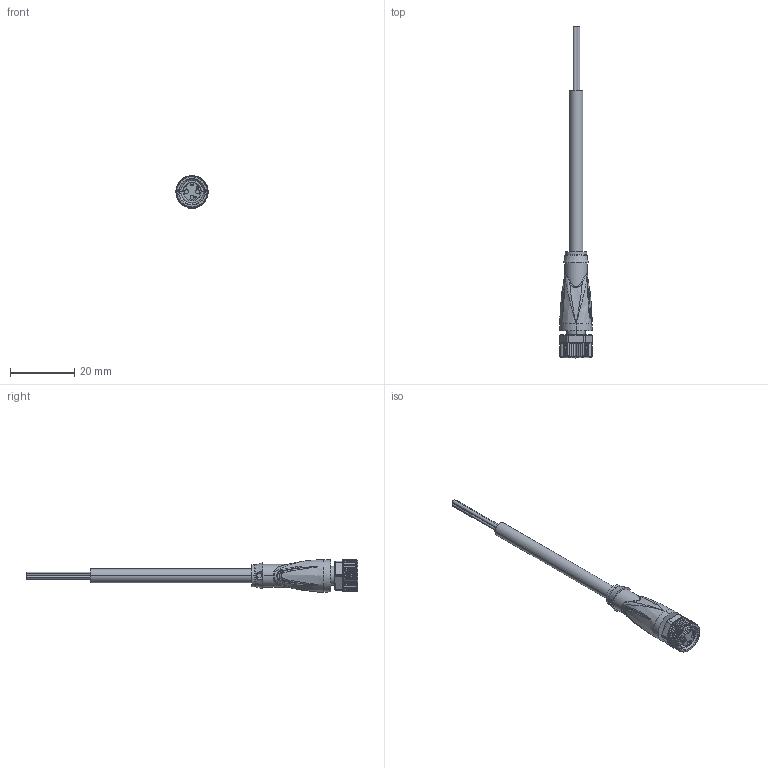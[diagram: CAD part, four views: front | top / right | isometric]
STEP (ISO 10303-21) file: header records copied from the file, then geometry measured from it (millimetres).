
FILE_DESCRIPTION(('STEP AP214'),'1');
FILE_NAME('cctmp_1CBBC887-D9F8-413D-AA68-0B31549BE76A_2022_04_27_10_52_24_0196..stp','2022-04-27T08:52:28',('KiM GmbH'),('CADClick - www.CADClick.com'),'Spatial InterOp 3D postprocessed',' ','unknown authorization');
FILE_SCHEMA(('AUTOMOTIVE_DESIGN'));
Length unit declared in the file: millimetre
Products named in the file (8): T191384_1; Connection2; Cable; Connection1; Connection1_3; Connection1_2; Connection1_1; T191384
Assembly tree (7 placements, depth 4):
  T191384
    T191384_1
      Connection2
      Cable
      Connection1
        Connection1_3
        Connection1_2
        Connection1_1
Bounding box: 10 x 103 x 10.15 mm (x, y, z)
Volume: 2836.3 mm3; surface area: 3018.2 mm2
Topology: 9 solids, 11 shells, 877 faces, 2264 edges, 1429 vertices
Faces by surface type: plane 400, cylinder 133, torus 132, bspline 124, cone 72, extrusion 12, sphere 4
Entity records: 79180 total; most frequent: CARTESIAN_POINT 51735, ORIENTED_EDGE 4512, DIRECTION 3842, EDGE_CURVE 2260, STYLED_ITEM 1963, PRESENTATION_STYLE_ASSIGNMENT 1963, VERTEX_POINT 1429, AXIS2_PLACEMENT_3D 1391
